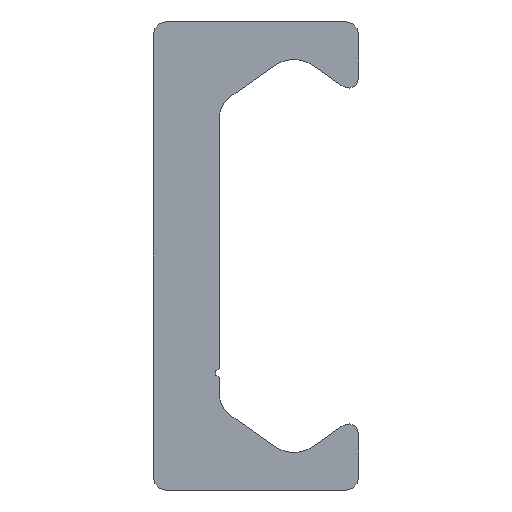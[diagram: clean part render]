
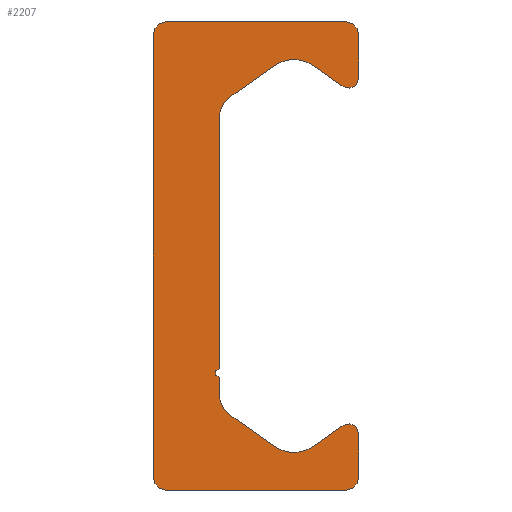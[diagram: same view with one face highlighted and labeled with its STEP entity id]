
A CAD part, left-side view. The second image highlights one B-rep face of the part: STEP entity #2207.
In plain terms, the highlighted planar face has unit normal (-1, 0, 0).
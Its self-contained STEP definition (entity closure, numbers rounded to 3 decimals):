
#1376=CARTESIAN_POINT('',(0.0,5.4,-14.));
#1377=VERTEX_POINT('',#1376);
#1384=CARTESIAN_POINT('',(0.0,6.15,-13.25));
#1385=VERTEX_POINT('',#1384);
#1386=CARTESIAN_POINT('',(0.0,5.4,-13.25));
#1387=DIRECTION('',(1.0,0.0,0.0));
#1388=DIRECTION('',(0.0,0.0,-1.0));
#1389=AXIS2_PLACEMENT_3D('',#1386,#1387,#1388);
#1390=CIRCLE('',#1389,0.75);
#1391=EDGE_CURVE('',#1377,#1385,#1390,.T.);
#1415=CARTESIAN_POINT('',(0.0,-5.4,-14.));
#1416=VERTEX_POINT('',#1415);
#1423=CARTESIAN_POINT('',(0.0,-5.4,-14.));
#1424=DIRECTION('',(0.0,1.0,0.0));
#1425=VECTOR('',#1424,10.8);
#1426=LINE('',#1423,#1425);
#1427=EDGE_CURVE('',#1416,#1377,#1426,.T.);
#1447=CARTESIAN_POINT('',(0.0,-6.15,-13.25));
#1448=VERTEX_POINT('',#1447);
#1455=CARTESIAN_POINT('',(0.0,-5.4,-13.25));
#1456=DIRECTION('',(1.0,0.0,0.0));
#1457=DIRECTION('',(0.0,-1.0,0.0));
#1458=AXIS2_PLACEMENT_3D('',#1455,#1456,#1457);
#1459=CIRCLE('',#1458,0.75);
#1460=EDGE_CURVE('',#1448,#1416,#1459,.T.);
#1479=CARTESIAN_POINT('',(0.0,-6.15,-10.63));
#1480=VERTEX_POINT('',#1479);
#1487=CARTESIAN_POINT('',(0.0,-6.15,-10.63));
#1488=DIRECTION('',(0.0,0.0,-1.0));
#1489=VECTOR('',#1488,2.62);
#1490=LINE('',#1487,#1489);
#1491=EDGE_CURVE('',#1480,#1448,#1490,.T.);
#1511=CARTESIAN_POINT('',(0.0,-5.206,-10.139));
#1512=VERTEX_POINT('',#1511);
#1519=CARTESIAN_POINT('',(0.0,-5.55,-10.63));
#1520=DIRECTION('',(1.0,0.0,0.0));
#1521=DIRECTION('',(0.0,0.574,0.819));
#1522=AXIS2_PLACEMENT_3D('',#1519,#1520,#1521);
#1523=CIRCLE('',#1522,0.6);
#1524=EDGE_CURVE('',#1512,#1480,#1523,.T.);
#1543=CARTESIAN_POINT('',(0.0,-3.417,-11.391));
#1544=VERTEX_POINT('',#1543);
#1551=CARTESIAN_POINT('',(0.0,-3.417,-11.391));
#1552=DIRECTION('',(0.0,-0.819,0.574));
#1553=VECTOR('',#1552,2.184);
#1554=LINE('',#1551,#1553);
#1555=EDGE_CURVE('',#1544,#1512,#1554,.T.);
#1575=CARTESIAN_POINT('',(0.0,-1.123,-11.391));
#1576=VERTEX_POINT('',#1575);
#1583=CARTESIAN_POINT('',(0.0,-2.27,-9.753));
#1584=DIRECTION('',(-1.0,0.0,0.0));
#1585=DIRECTION('',(0.0,0.574,0.819));
#1586=AXIS2_PLACEMENT_3D('',#1583,#1584,#1585);
#1587=CIRCLE('',#1586,2.0);
#1588=EDGE_CURVE('',#1576,#1544,#1587,.T.);
#1607=CARTESIAN_POINT('',(0.0,1.56,-9.512));
#1608=VERTEX_POINT('',#1607);
#1615=CARTESIAN_POINT('',(0.0,1.56,-9.512));
#1616=DIRECTION('',(0.0,-0.819,-0.574));
#1617=VECTOR('',#1616,3.276);
#1618=LINE('',#1615,#1617);
#1619=EDGE_CURVE('',#1608,#1576,#1618,.T.);
#1639=CARTESIAN_POINT('',(0.0,2.2,-8.283));
#1640=VERTEX_POINT('',#1639);
#1647=CARTESIAN_POINT('',(0.0,0.7,-8.283));
#1648=DIRECTION('',(-1.0,0.0,0.0));
#1649=DIRECTION('',(0.0,-0.574,0.819));
#1650=AXIS2_PLACEMENT_3D('',#1647,#1648,#1649);
#1651=CIRCLE('',#1650,1.5);
#1652=EDGE_CURVE('',#1640,#1608,#1651,.T.);
#1671=CARTESIAN_POINT('',(0.0,2.2,-7.25));
#1672=VERTEX_POINT('',#1671);
#1679=CARTESIAN_POINT('',(0.0,2.2,-7.25));
#1680=DIRECTION('',(0.0,0.0,-1.0));
#1681=VECTOR('',#1680,1.033);
#1682=LINE('',#1679,#1681);
#1683=EDGE_CURVE('',#1672,#1640,#1682,.T.);
#1703=CARTESIAN_POINT('',(0.0,2.2,-6.75));
#1704=VERTEX_POINT('',#1703);
#1711=CARTESIAN_POINT('',(0.0,2.2,-7.));
#1712=DIRECTION('',(-1.0,0.0,0.0));
#1713=DIRECTION('',(0.0,0.0,1.0));
#1714=AXIS2_PLACEMENT_3D('',#1711,#1712,#1713);
#1715=CIRCLE('',#1714,0.25);
#1716=EDGE_CURVE('',#1704,#1672,#1715,.T.);
#1735=CARTESIAN_POINT('',(0.0,2.2,8.283));
#1736=VERTEX_POINT('',#1735);
#1743=CARTESIAN_POINT('',(0.0,2.2,8.283));
#1744=DIRECTION('',(0.0,0.0,-1.0));
#1745=VECTOR('',#1744,15.033);
#1746=LINE('',#1743,#1745);
#1747=EDGE_CURVE('',#1736,#1704,#1746,.T.);
#1824=CARTESIAN_POINT('',(0.0,1.56,9.512));
#1825=VERTEX_POINT('',#1824);
#1832=CARTESIAN_POINT('',(0.0,0.7,8.283));
#1833=DIRECTION('',(-1.0,0.0,0.0));
#1834=DIRECTION('',(0.0,-1.0,0.0));
#1835=AXIS2_PLACEMENT_3D('',#1832,#1833,#1834);
#1836=CIRCLE('',#1835,1.5);
#1837=EDGE_CURVE('',#1825,#1736,#1836,.T.);
#1856=CARTESIAN_POINT('',(0.0,-1.123,11.391));
#1857=VERTEX_POINT('',#1856);
#1864=CARTESIAN_POINT('',(0.0,-1.123,11.391));
#1865=DIRECTION('',(0.0,0.819,-0.574));
#1866=VECTOR('',#1865,3.276);
#1867=LINE('',#1864,#1866);
#1868=EDGE_CURVE('',#1857,#1825,#1867,.T.);
#1888=CARTESIAN_POINT('',(0.0,-3.417,11.391));
#1889=VERTEX_POINT('',#1888);
#1896=CARTESIAN_POINT('',(0.0,-2.27,9.753));
#1897=DIRECTION('',(-1.0,0.0,0.0));
#1898=DIRECTION('',(0.0,-0.574,-0.819));
#1899=AXIS2_PLACEMENT_3D('',#1896,#1897,#1898);
#1900=CIRCLE('',#1899,2.0);
#1901=EDGE_CURVE('',#1889,#1857,#1900,.T.);
#1920=CARTESIAN_POINT('',(0.0,-5.206,10.139));
#1921=VERTEX_POINT('',#1920);
#1928=CARTESIAN_POINT('',(0.0,-5.206,10.139));
#1929=DIRECTION('',(0.0,0.819,0.574));
#1930=VECTOR('',#1929,2.184);
#1931=LINE('',#1928,#1930);
#1932=EDGE_CURVE('',#1921,#1889,#1931,.T.);
#1952=CARTESIAN_POINT('',(0.0,-6.15,10.63));
#1953=VERTEX_POINT('',#1952);
#1960=CARTESIAN_POINT('',(0.0,-5.55,10.63));
#1961=DIRECTION('',(1.0,0.0,0.0));
#1962=DIRECTION('',(0.0,-1.0,0.0));
#1963=AXIS2_PLACEMENT_3D('',#1960,#1961,#1962);
#1964=CIRCLE('',#1963,0.6);
#1965=EDGE_CURVE('',#1953,#1921,#1964,.T.);
#1984=CARTESIAN_POINT('',(0.0,-6.15,13.25));
#1985=VERTEX_POINT('',#1984);
#1992=CARTESIAN_POINT('',(0.0,-6.15,13.25));
#1993=DIRECTION('',(0.0,0.0,-1.0));
#1994=VECTOR('',#1993,2.62);
#1995=LINE('',#1992,#1994);
#1996=EDGE_CURVE('',#1985,#1953,#1995,.T.);
#2016=CARTESIAN_POINT('',(0.0,-5.4,14.));
#2017=VERTEX_POINT('',#2016);
#2024=CARTESIAN_POINT('',(0.0,-5.4,13.25));
#2025=DIRECTION('',(1.0,0.0,0.0));
#2026=DIRECTION('',(0.0,0.0,1.0));
#2027=AXIS2_PLACEMENT_3D('',#2024,#2025,#2026);
#2028=CIRCLE('',#2027,0.75);
#2029=EDGE_CURVE('',#2017,#1985,#2028,.T.);
#2048=CARTESIAN_POINT('',(0.0,5.4,14.));
#2049=VERTEX_POINT('',#2048);
#2056=CARTESIAN_POINT('',(0.0,5.4,14.));
#2057=DIRECTION('',(0.0,-1.0,0.0));
#2058=VECTOR('',#2057,10.8);
#2059=LINE('',#2056,#2058);
#2060=EDGE_CURVE('',#2049,#2017,#2059,.T.);
#2080=CARTESIAN_POINT('',(0.0,6.15,13.25));
#2081=VERTEX_POINT('',#2080);
#2088=CARTESIAN_POINT('',(0.0,5.4,13.25));
#2089=DIRECTION('',(1.0,0.0,0.0));
#2090=DIRECTION('',(0.0,1.0,0.0));
#2091=AXIS2_PLACEMENT_3D('',#2088,#2089,#2090);
#2092=CIRCLE('',#2091,0.75);
#2093=EDGE_CURVE('',#2081,#2049,#2092,.T.);
#2111=CARTESIAN_POINT('',(0.0,6.15,-13.25));
#2112=DIRECTION('',(0.0,0.0,1.0));
#2113=VECTOR('',#2112,26.5);
#2114=LINE('',#2111,#2113);
#2115=EDGE_CURVE('',#1385,#2081,#2114,.T.);
#2178=CARTESIAN_POINT('',(0.0,1.352,-0.021));
#2179=DIRECTION('',(1.0,0.0,0.0));
#2180=DIRECTION('',(0.0,0.0,-1.0));
#2181=AXIS2_PLACEMENT_3D('',#2178,#2179,#2180);
#2182=PLANE('',#2181);
#2183=ORIENTED_EDGE('',*,*,#2115,.F.);
#2184=ORIENTED_EDGE('',*,*,#1391,.F.);
#2185=ORIENTED_EDGE('',*,*,#1427,.F.);
#2186=ORIENTED_EDGE('',*,*,#1460,.F.);
#2187=ORIENTED_EDGE('',*,*,#1491,.F.);
#2188=ORIENTED_EDGE('',*,*,#1524,.F.);
#2189=ORIENTED_EDGE('',*,*,#1555,.F.);
#2190=ORIENTED_EDGE('',*,*,#1588,.F.);
#2191=ORIENTED_EDGE('',*,*,#1619,.F.);
#2192=ORIENTED_EDGE('',*,*,#1652,.F.);
#2193=ORIENTED_EDGE('',*,*,#1683,.F.);
#2194=ORIENTED_EDGE('',*,*,#1716,.F.);
#2195=ORIENTED_EDGE('',*,*,#1747,.F.);
#2196=ORIENTED_EDGE('',*,*,#1837,.F.);
#2197=ORIENTED_EDGE('',*,*,#1868,.F.);
#2198=ORIENTED_EDGE('',*,*,#1901,.F.);
#2199=ORIENTED_EDGE('',*,*,#1932,.F.);
#2200=ORIENTED_EDGE('',*,*,#1965,.F.);
#2201=ORIENTED_EDGE('',*,*,#1996,.F.);
#2202=ORIENTED_EDGE('',*,*,#2029,.F.);
#2203=ORIENTED_EDGE('',*,*,#2060,.F.);
#2204=ORIENTED_EDGE('',*,*,#2093,.F.);
#2205=EDGE_LOOP('',(#2183,#2184,#2185,#2186,#2187,#2188,#2189,#2190,#2191,#2192,#2193,#2194,#2195,#2196,#2197,#2198,#2199,#2200,#2201,#2202,#2203,#2204));
#2206=FACE_OUTER_BOUND('',#2205,.T.);
#2207=ADVANCED_FACE('',(#2206),#2182,.F.);
